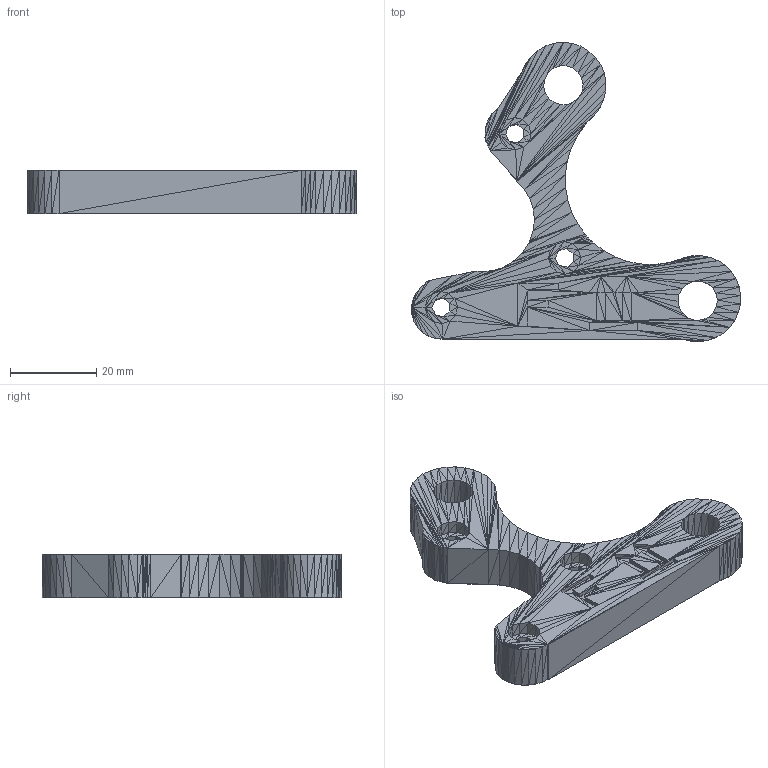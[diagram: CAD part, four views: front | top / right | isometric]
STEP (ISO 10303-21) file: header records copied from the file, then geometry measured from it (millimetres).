
FILE_DESCRIPTION(('FreeCAD Model'),'2;1');
FILE_NAME('ybrac-t.stp','2011-11-21T22:23:13',( 'FreeCAD'),('FreeCAD'),'Open CASCADE STEP processor 6.3','FreeCAD', 'Unknown');
FILE_SCHEMA(('AUTOMOTIVE_DESIGN_CC2 { 1 2 10303 214 -1 1 5 4 }'));
Length unit declared in the file: millimetre
Products named in the file (1): Open CASCADE STEP translator 6.3 18
Bounding box: 76.38 x 69.43 x 10 mm (x, y, z)
Volume: 18909.4 mm3; surface area: 7974.6 mm2
Topology: 1 solids, 1 shells, 1072 faces, 1608 edges, 528 vertices
Faces by surface type: plane 1072
Entity records: 40202 total; most frequent: CARTESIAN_POINT 8033, DIRECTION 5362, ORIENTED_EDGE 3216, LINE 3216, VECTOR 3216, PCURVE 3216, DEFINITIONAL_REPRESENTATION 3216, EDGE_CURVE 1608
